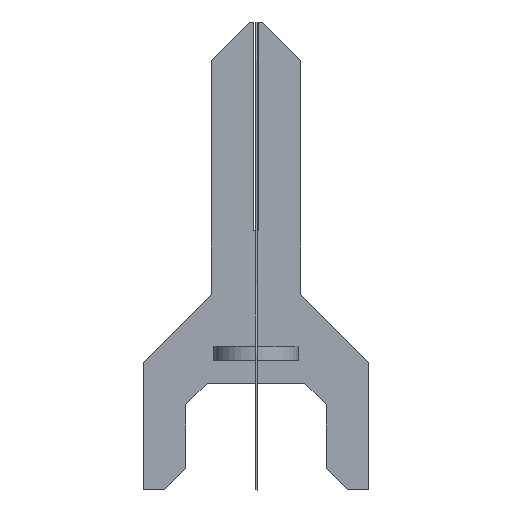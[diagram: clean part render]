
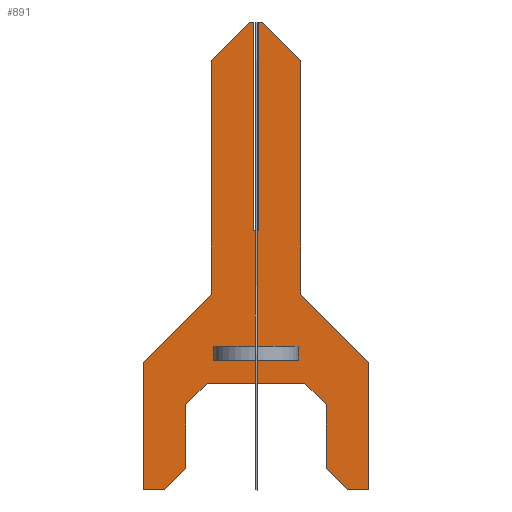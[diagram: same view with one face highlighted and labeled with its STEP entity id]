
A CAD part, top view. The second image highlights one B-rep face of the part: STEP entity #891.
In plain terms, the highlighted planar face has unit normal (0, 0, 1).
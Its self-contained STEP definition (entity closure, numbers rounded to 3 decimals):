
#56 = VERTEX_POINT('',#57);
#57 = CARTESIAN_POINT('',(0.,0.,0.411));
#63 = EDGE_CURVE('',#56,#64,#66,.T.);
#64 = VERTEX_POINT('',#65);
#65 = CARTESIAN_POINT('',(0.,30.,0.411));
#66 = LINE('',#67,#68);
#67 = CARTESIAN_POINT('',(0.,0.,0.411));
#68 = VECTOR('',#69,1.);
#69 = DIRECTION('',(0.,1.,0.));
#94 = EDGE_CURVE('',#64,#95,#97,.T.);
#95 = VERTEX_POINT('',#96);
#96 = CARTESIAN_POINT('',(16.,46.,0.411));
#97 = LINE('',#98,#99);
#98 = CARTESIAN_POINT('',(0.,30.,0.411));
#99 = VECTOR('',#100,1.);
#100 = DIRECTION('',(0.707,0.707,0.));
#125 = EDGE_CURVE('',#95,#126,#128,.T.);
#126 = VERTEX_POINT('',#127);
#127 = CARTESIAN_POINT('',(16.,101.,0.411));
#128 = LINE('',#129,#130);
#129 = CARTESIAN_POINT('',(16.,46.,0.411));
#130 = VECTOR('',#131,1.);
#131 = DIRECTION('',(0.,1.,0.));
#156 = EDGE_CURVE('',#126,#157,#159,.T.);
#157 = VERTEX_POINT('',#158);
#158 = CARTESIAN_POINT('',(25.,110.,0.411));
#159 = LINE('',#160,#161);
#160 = CARTESIAN_POINT('',(16.,101.,0.411));
#161 = VECTOR('',#162,1.);
#162 = DIRECTION('',(0.707,0.707,0.));
#187 = EDGE_CURVE('',#157,#188,#190,.T.);
#188 = VERTEX_POINT('',#189);
#189 = CARTESIAN_POINT('',(26.,110.,0.411));
#190 = LINE('',#191,#192);
#191 = CARTESIAN_POINT('',(25.,110.,0.411));
#192 = VECTOR('',#193,1.);
#193 = DIRECTION('',(1.,0.,0.));
#218 = EDGE_CURVE('',#188,#219,#221,.T.);
#219 = VERTEX_POINT('',#220);
#220 = CARTESIAN_POINT('',(26.,61.,0.411));
#221 = LINE('',#222,#223);
#222 = CARTESIAN_POINT('',(26.,110.,0.411));
#223 = VECTOR('',#224,1.);
#224 = DIRECTION('',(0.,-1.,0.));
#249 = EDGE_CURVE('',#219,#250,#252,.T.);
#250 = VERTEX_POINT('',#251);
#251 = CARTESIAN_POINT('',(27.,61.,0.411));
#252 = LINE('',#253,#254);
#253 = CARTESIAN_POINT('',(26.,61.,0.411));
#254 = VECTOR('',#255,1.);
#255 = DIRECTION('',(1.,0.,0.));
#280 = EDGE_CURVE('',#250,#281,#283,.T.);
#281 = VERTEX_POINT('',#282);
#282 = CARTESIAN_POINT('',(27.,110.,0.411));
#283 = LINE('',#284,#285);
#284 = CARTESIAN_POINT('',(27.,61.,0.411));
#285 = VECTOR('',#286,1.);
#286 = DIRECTION('',(0.,1.,0.));
#311 = EDGE_CURVE('',#281,#312,#314,.T.);
#312 = VERTEX_POINT('',#313);
#313 = CARTESIAN_POINT('',(28.,110.,0.411));
#314 = LINE('',#315,#316);
#315 = CARTESIAN_POINT('',(27.,110.,0.411));
#316 = VECTOR('',#317,1.);
#317 = DIRECTION('',(1.,0.,0.));
#342 = EDGE_CURVE('',#312,#343,#345,.T.);
#343 = VERTEX_POINT('',#344);
#344 = CARTESIAN_POINT('',(37.,101.,0.411));
#345 = LINE('',#346,#347);
#346 = CARTESIAN_POINT('',(28.,110.,0.411));
#347 = VECTOR('',#348,1.);
#348 = DIRECTION('',(0.707,-0.707,0.));
#373 = EDGE_CURVE('',#343,#374,#376,.T.);
#374 = VERTEX_POINT('',#375);
#375 = CARTESIAN_POINT('',(37.,46.,0.411));
#376 = LINE('',#377,#378);
#377 = CARTESIAN_POINT('',(37.,101.,0.411));
#378 = VECTOR('',#379,1.);
#379 = DIRECTION('',(0.,-1.,0.));
#404 = EDGE_CURVE('',#374,#405,#407,.T.);
#405 = VERTEX_POINT('',#406);
#406 = CARTESIAN_POINT('',(53.,30.,0.411));
#407 = LINE('',#408,#409);
#408 = CARTESIAN_POINT('',(37.,46.,0.411));
#409 = VECTOR('',#410,1.);
#410 = DIRECTION('',(0.707,-0.707,0.));
#435 = EDGE_CURVE('',#405,#436,#438,.T.);
#436 = VERTEX_POINT('',#437);
#437 = CARTESIAN_POINT('',(53.,0.,0.411));
#438 = LINE('',#439,#440);
#439 = CARTESIAN_POINT('',(53.,30.,0.411));
#440 = VECTOR('',#441,1.);
#441 = DIRECTION('',(0.,-1.,0.));
#466 = EDGE_CURVE('',#436,#467,#469,.T.);
#467 = VERTEX_POINT('',#468);
#468 = CARTESIAN_POINT('',(48.,0.,0.411));
#469 = LINE('',#470,#471);
#470 = CARTESIAN_POINT('',(53.,0.,0.411));
#471 = VECTOR('',#472,1.);
#472 = DIRECTION('',(-1.,0.,0.));
#497 = EDGE_CURVE('',#467,#498,#500,.T.);
#498 = VERTEX_POINT('',#499);
#499 = CARTESIAN_POINT('',(43.,5.,0.411));
#500 = LINE('',#501,#502);
#501 = CARTESIAN_POINT('',(48.,0.,0.411));
#502 = VECTOR('',#503,1.);
#503 = DIRECTION('',(-0.707,0.707,0.));
#528 = EDGE_CURVE('',#498,#529,#531,.T.);
#529 = VERTEX_POINT('',#530);
#530 = CARTESIAN_POINT('',(43.,20.,0.411));
#531 = LINE('',#532,#533);
#532 = CARTESIAN_POINT('',(43.,5.,0.411));
#533 = VECTOR('',#534,1.);
#534 = DIRECTION('',(0.,1.,0.));
#559 = EDGE_CURVE('',#529,#560,#562,.T.);
#560 = VERTEX_POINT('',#561);
#561 = CARTESIAN_POINT('',(38.,25.,0.411));
#562 = LINE('',#563,#564);
#563 = CARTESIAN_POINT('',(43.,20.,0.411));
#564 = VECTOR('',#565,1.);
#565 = DIRECTION('',(-0.707,0.707,0.));
#590 = EDGE_CURVE('',#560,#591,#593,.T.);
#591 = VERTEX_POINT('',#592);
#592 = CARTESIAN_POINT('',(15.,25.,0.411));
#593 = LINE('',#594,#595);
#594 = CARTESIAN_POINT('',(38.,25.,0.411));
#595 = VECTOR('',#596,1.);
#596 = DIRECTION('',(-1.,0.,0.));
#621 = EDGE_CURVE('',#591,#622,#624,.T.);
#622 = VERTEX_POINT('',#623);
#623 = CARTESIAN_POINT('',(10.,20.,0.411));
#624 = LINE('',#625,#626);
#625 = CARTESIAN_POINT('',(15.,25.,0.411));
#626 = VECTOR('',#627,1.);
#627 = DIRECTION('',(-0.707,-0.707,0.));
#652 = EDGE_CURVE('',#622,#653,#655,.T.);
#653 = VERTEX_POINT('',#654);
#654 = CARTESIAN_POINT('',(10.,5.,0.411));
#655 = LINE('',#656,#657);
#656 = CARTESIAN_POINT('',(10.,20.,0.411));
#657 = VECTOR('',#658,1.);
#658 = DIRECTION('',(0.,-1.,0.));
#683 = EDGE_CURVE('',#653,#684,#686,.T.);
#684 = VERTEX_POINT('',#685);
#685 = CARTESIAN_POINT('',(5.,0.,0.411));
#686 = LINE('',#687,#688);
#687 = CARTESIAN_POINT('',(10.,5.,0.411));
#688 = VECTOR('',#689,1.);
#689 = DIRECTION('',(-0.707,-0.707,0.));
#714 = EDGE_CURVE('',#684,#56,#715,.T.);
#715 = LINE('',#716,#717);
#716 = CARTESIAN_POINT('',(5.,0.,0.411));
#717 = VECTOR('',#718,1.);
#718 = DIRECTION('',(-1.,0.,0.));
#738 = VERTEX_POINT('',#739);
#739 = CARTESIAN_POINT('',(36.5,30.5,0.411));
#745 = EDGE_CURVE('',#738,#746,#748,.T.);
#746 = VERTEX_POINT('',#747);
#747 = CARTESIAN_POINT('',(16.5,30.5,0.411));
#748 = LINE('',#749,#750);
#749 = CARTESIAN_POINT('',(36.5,30.5,0.411));
#750 = VECTOR('',#751,1.);
#751 = DIRECTION('',(-1.,0.,0.));
#778 = VERTEX_POINT('',#779);
#779 = CARTESIAN_POINT('',(36.5,33.7,0.411));
#785 = EDGE_CURVE('',#778,#738,#786,.T.);
#786 = LINE('',#787,#788);
#787 = CARTESIAN_POINT('',(36.5,33.7,0.411));
#788 = VECTOR('',#789,1.);
#789 = DIRECTION('',(0.,-1.,0.));
#809 = VERTEX_POINT('',#810);
#810 = CARTESIAN_POINT('',(16.5,33.7,0.411));
#816 = EDGE_CURVE('',#809,#778,#817,.T.);
#817 = LINE('',#818,#819);
#818 = CARTESIAN_POINT('',(16.5,33.7,0.411));
#819 = VECTOR('',#820,1.);
#820 = DIRECTION('',(1.,0.,0.));
#838 = EDGE_CURVE('',#746,#809,#839,.T.);
#839 = LINE('',#840,#841);
#840 = CARTESIAN_POINT('',(16.5,30.5,0.411));
#841 = VECTOR('',#842,1.);
#842 = DIRECTION('',(0.,1.,0.));
#891 = ADVANCED_FACE('',(#892,#916),#922,.F.);
#892 = FACE_BOUND('',#893,.F.);
#893 = EDGE_LOOP('',(#894,#895,#896,#897,#898,#899,#900,#901,#902,#903,
    #904,#905,#906,#907,#908,#909,#910,#911,#912,#913,#914,#915));
#894 = ORIENTED_EDGE('',*,*,#63,.T.);
#895 = ORIENTED_EDGE('',*,*,#94,.T.);
#896 = ORIENTED_EDGE('',*,*,#125,.T.);
#897 = ORIENTED_EDGE('',*,*,#156,.T.);
#898 = ORIENTED_EDGE('',*,*,#187,.T.);
#899 = ORIENTED_EDGE('',*,*,#218,.T.);
#900 = ORIENTED_EDGE('',*,*,#249,.T.);
#901 = ORIENTED_EDGE('',*,*,#280,.T.);
#902 = ORIENTED_EDGE('',*,*,#311,.T.);
#903 = ORIENTED_EDGE('',*,*,#342,.T.);
#904 = ORIENTED_EDGE('',*,*,#373,.T.);
#905 = ORIENTED_EDGE('',*,*,#404,.T.);
#906 = ORIENTED_EDGE('',*,*,#435,.T.);
#907 = ORIENTED_EDGE('',*,*,#466,.T.);
#908 = ORIENTED_EDGE('',*,*,#497,.T.);
#909 = ORIENTED_EDGE('',*,*,#528,.T.);
#910 = ORIENTED_EDGE('',*,*,#559,.T.);
#911 = ORIENTED_EDGE('',*,*,#590,.T.);
#912 = ORIENTED_EDGE('',*,*,#621,.T.);
#913 = ORIENTED_EDGE('',*,*,#652,.T.);
#914 = ORIENTED_EDGE('',*,*,#683,.T.);
#915 = ORIENTED_EDGE('',*,*,#714,.T.);
#916 = FACE_BOUND('',#917,.F.);
#917 = EDGE_LOOP('',(#918,#919,#920,#921));
#918 = ORIENTED_EDGE('',*,*,#745,.F.);
#919 = ORIENTED_EDGE('',*,*,#785,.F.);
#920 = ORIENTED_EDGE('',*,*,#816,.F.);
#921 = ORIENTED_EDGE('',*,*,#838,.F.);
#922 = PLANE('',#923);
#923 = AXIS2_PLACEMENT_3D('',#924,#925,#926);
#924 = CARTESIAN_POINT('',(26.5,53.936,0.411));
#925 = DIRECTION('',(-0.,-0.,-1.));
#926 = DIRECTION('',(-1.,0.,0.));
